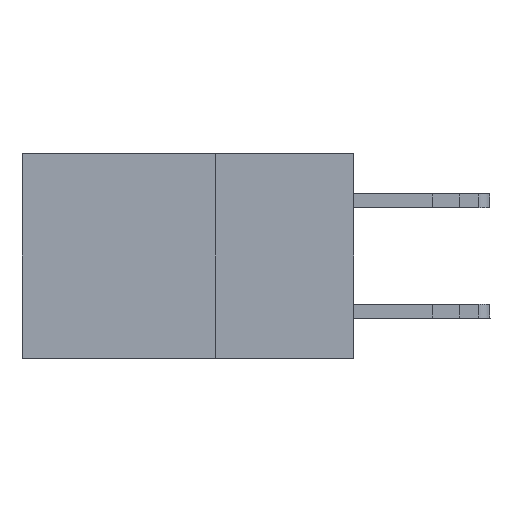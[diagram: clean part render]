
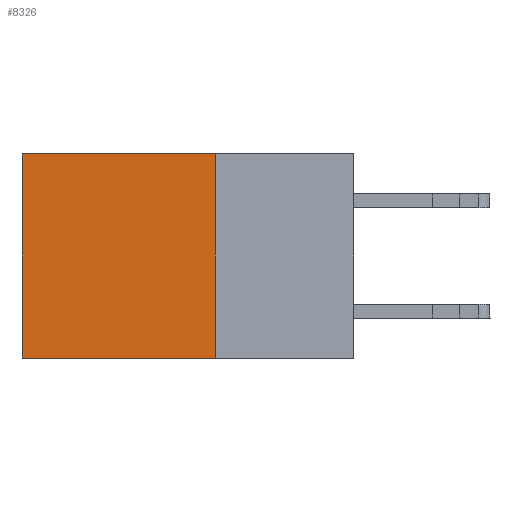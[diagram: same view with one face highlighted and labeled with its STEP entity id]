
A CAD part, left-side view. The second image highlights one B-rep face of the part: STEP entity #8326.
In plain terms, the highlighted planar face has unit normal (-1, 0, 0).
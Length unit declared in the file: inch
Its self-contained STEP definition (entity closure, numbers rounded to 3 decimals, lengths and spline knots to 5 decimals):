
#55 = LINE ( 'NONE', #11340, #4201 ) ;
#573 = CARTESIAN_POINT ( 'NONE',  ( 0.2875, 0.25, 0. ) ) ;
#930 = EDGE_CURVE ( 'NONE', #12942, #2578, #55, .T. ) ;
#1122 = FACE_OUTER_BOUND ( 'NONE', #8417, .T. ) ;
#1488 = ORIENTED_EDGE ( 'NONE', *, *, #2528, .F. ) ;
#1673 = EDGE_CURVE ( 'NONE', #3756, #12942, #2214, .T. ) ;
#2214 = LINE ( 'NONE', #573, #20024 ) ;
#2528 = EDGE_CURVE ( 'NONE', #10993, #2578, #7865, .T. ) ;
#2578 = VERTEX_POINT ( 'NONE', #19564 ) ;
#3756 = VERTEX_POINT ( 'NONE', #4710 ) ;
#3905 = LINE ( 'NONE', #17260, #12294 ) ;
#4201 = VECTOR ( 'NONE', #17157, 39.37008 ) ;
#4533 = CARTESIAN_POINT ( 'NONE',  ( 0.2875, 0.25, -0.37 ) ) ;
#4710 = CARTESIAN_POINT ( 'NONE',  ( 0.2875, 0.25, 0. ) ) ;
#6160 = DIRECTION ( 'NONE',  ( 0., 1., 0. ) ) ;
#6221 = DIRECTION ( 'NONE',  ( 0., 1., 0. ) ) ;
#7865 = LINE ( 'NONE', #4533, #16686 ) ;
#8326 = ADVANCED_FACE ( 'NONE', ( #1122 ), #8496, .F. ) ;
#8417 = EDGE_LOOP ( 'NONE', ( #11104, #1488, #15002, #9173 ) ) ;
#8496 = PLANE ( 'NONE',  #11921 ) ;
#9173 = ORIENTED_EDGE ( 'NONE', *, *, #1673, .T. ) ;
#10120 = DIRECTION ( 'NONE',  ( 0., 0., -1. ) ) ;
#10993 = VERTEX_POINT ( 'NONE', #17660 ) ;
#11104 = ORIENTED_EDGE ( 'NONE', *, *, #930, .T. ) ;
#11340 = CARTESIAN_POINT ( 'NONE',  ( 0.2875, 0.6, 0. ) ) ;
#11921 = AXIS2_PLACEMENT_3D ( 'NONE', #15104, #20009, #10120 ) ;
#12294 = VECTOR ( 'NONE', #18926, 39.37008 ) ;
#12942 = VERTEX_POINT ( 'NONE', #14522 ) ;
#14522 = CARTESIAN_POINT ( 'NONE',  ( 0.2875, 0.6, 0. ) ) ;
#15002 = ORIENTED_EDGE ( 'NONE', *, *, #21269, .F. ) ;
#15104 = CARTESIAN_POINT ( 'NONE',  ( 0.2875, 0.25, 0. ) ) ;
#16686 = VECTOR ( 'NONE', #6221, 39.37008 ) ;
#17157 = DIRECTION ( 'NONE',  ( 0., 0., -1. ) ) ;
#17260 = CARTESIAN_POINT ( 'NONE',  ( 0.2875, 0.25, 0. ) ) ;
#17660 = CARTESIAN_POINT ( 'NONE',  ( 0.2875, 0.25, -0.37 ) ) ;
#18926 = DIRECTION ( 'NONE',  ( 0., 0., -1. ) ) ;
#19564 = CARTESIAN_POINT ( 'NONE',  ( 0.2875, 0.6, -0.37 ) ) ;
#20009 = DIRECTION ( 'NONE',  ( 1., 0., 0. ) ) ;
#20024 = VECTOR ( 'NONE', #6160, 39.37008 ) ;
#21269 = EDGE_CURVE ( 'NONE', #3756, #10993, #3905, .T. ) ;
